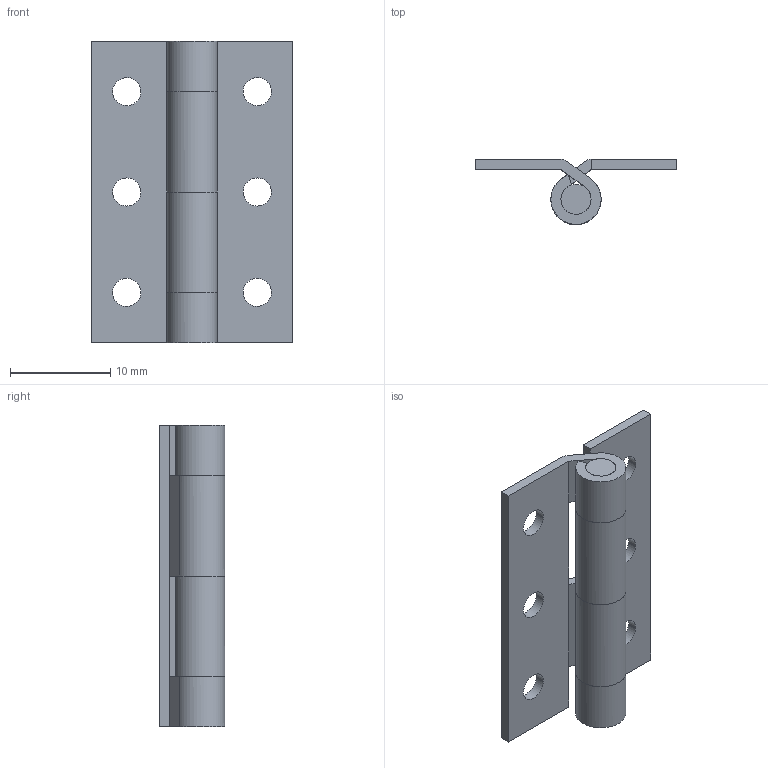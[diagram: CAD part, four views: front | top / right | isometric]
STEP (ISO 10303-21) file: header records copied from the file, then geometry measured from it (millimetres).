
FILE_DESCRIPTION((''),'2;1');
FILE_NAME('','2005-04-20T09:21:51',(''),(''),'','CADfix','');
FILE_SCHEMA(('AUTOMOTIVE_DESIGN'));
Length unit declared in the file: millimetre
Products named in the file (4): shaft; hinge piece_B; hinge piece_A; TH_24_6489_36
Assembly tree (3 placements, depth 2):
  TH_24_6489_36
    shaft
    hinge piece_B
    hinge piece_A
Bounding box: 20 x 6.5 x 30 mm (x, y, z)
Volume: 1105 mm3; surface area: 2401.1 mm2
Topology: 3 solids, 3 shells, 60 faces, 178 edges, 124 vertices
Faces by surface type: bspline 60
Entity records: 2239 total; most frequent: CARTESIAN_POINT 1138, ORIENTED_EDGE 356, EDGE_CURVE 178, VERTEX_POINT 124, QUASI_UNIFORM_CURVE 98, EDGE_LOOP 72, FACE_OUTER_BOUND 60, ADVANCED_FACE 60
